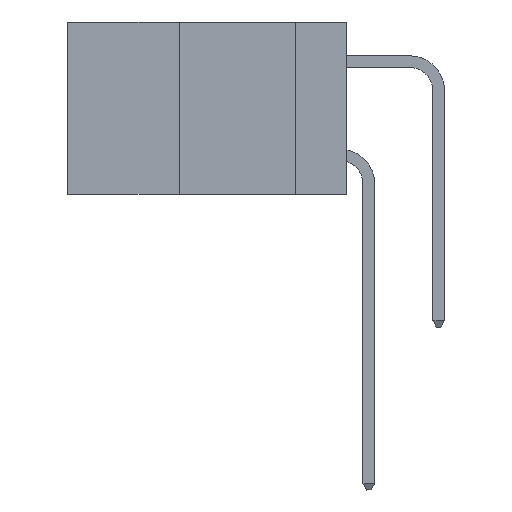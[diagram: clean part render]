
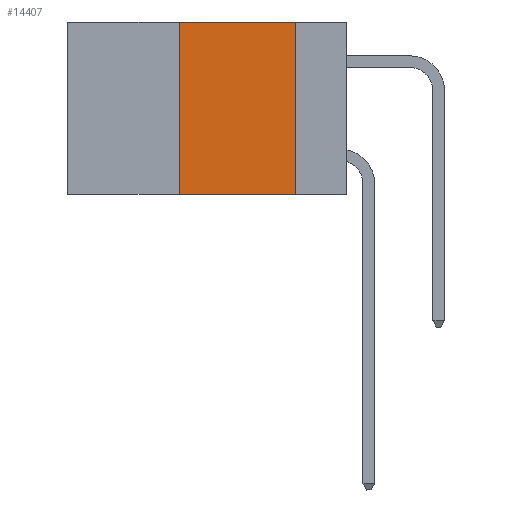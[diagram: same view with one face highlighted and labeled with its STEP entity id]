
A CAD part, left-side view. The second image highlights one B-rep face of the part: STEP entity #14407.
In plain terms, the highlighted planar face has unit normal (-1, 0, 0).
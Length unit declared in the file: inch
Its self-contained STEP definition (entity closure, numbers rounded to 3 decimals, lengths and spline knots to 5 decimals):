
#1175 = CARTESIAN_POINT ( 'NONE',  ( 0., 0.6, -0.37 ) ) ;
#2323 = ORIENTED_EDGE ( 'NONE', *, *, #8430, .F. ) ;
#2861 = EDGE_CURVE ( 'NONE', #12903, #13529, #22172, .T. ) ;
#2893 = LINE ( 'NONE', #8808, #23829 ) ;
#4061 = CARTESIAN_POINT ( 'NONE',  ( 0., 0.36, 0. ) ) ;
#4377 = VECTOR ( 'NONE', #15294, 39.37008 ) ;
#5071 = DIRECTION ( 'NONE',  ( 1., 0., 0. ) ) ;
#5392 = EDGE_LOOP ( 'NONE', ( #2323, #5700, #7901, #6349 ) ) ;
#5656 = FACE_OUTER_BOUND ( 'NONE', #5392, .T. ) ;
#5700 = ORIENTED_EDGE ( 'NONE', *, *, #2861, .F. ) ;
#6000 = LINE ( 'NONE', #7071, #4377 ) ;
#6129 = VERTEX_POINT ( 'NONE', #11396 ) ;
#6203 = VERTEX_POINT ( 'NONE', #23735 ) ;
#6349 = ORIENTED_EDGE ( 'NONE', *, *, #20770, .T. ) ;
#7071 = CARTESIAN_POINT ( 'NONE',  ( 0., 0.36, 0. ) ) ;
#7307 = DIRECTION ( 'NONE',  ( 0., 0., -1. ) ) ;
#7901 = ORIENTED_EDGE ( 'NONE', *, *, #22949, .F. ) ;
#8243 = CARTESIAN_POINT ( 'NONE',  ( 0., 0.6, 0. ) ) ;
#8430 = EDGE_CURVE ( 'NONE', #13529, #6203, #2893, .T. ) ;
#8808 = CARTESIAN_POINT ( 'NONE',  ( 0., 0.11, 0. ) ) ;
#9170 = PLANE ( 'NONE',  #15962 ) ;
#9648 = LINE ( 'NONE', #1175, #25133 ) ;
#11251 = DIRECTION ( 'NONE',  ( 0., -1., 0. ) ) ;
#11396 = CARTESIAN_POINT ( 'NONE',  ( 0., 0.36, -0.37 ) ) ;
#12903 = VERTEX_POINT ( 'NONE', #4061 ) ;
#13529 = VERTEX_POINT ( 'NONE', #25022 ) ;
#14407 = ADVANCED_FACE ( 'NONE', ( #5656 ), #9170, .F. ) ;
#14875 = DIRECTION ( 'NONE',  ( 0., 0., -1. ) ) ;
#15294 = DIRECTION ( 'NONE',  ( 0., 0., 1. ) ) ;
#15962 = AXIS2_PLACEMENT_3D ( 'NONE', #23406, #5071, #7307 ) ;
#16438 = VECTOR ( 'NONE', #22468, 39.37008 ) ;
#20770 = EDGE_CURVE ( 'NONE', #6129, #6203, #9648, .T. ) ;
#22172 = LINE ( 'NONE', #8243, #16438 ) ;
#22468 = DIRECTION ( 'NONE',  ( 0., -1., 0. ) ) ;
#22949 = EDGE_CURVE ( 'NONE', #6129, #12903, #6000, .T. ) ;
#23406 = CARTESIAN_POINT ( 'NONE',  ( 0., 0.6, 0. ) ) ;
#23735 = CARTESIAN_POINT ( 'NONE',  ( 0., 0.11, -0.37 ) ) ;
#23829 = VECTOR ( 'NONE', #14875, 39.37008 ) ;
#25022 = CARTESIAN_POINT ( 'NONE',  ( 0., 0.11, 0. ) ) ;
#25133 = VECTOR ( 'NONE', #11251, 39.37008 ) ;
